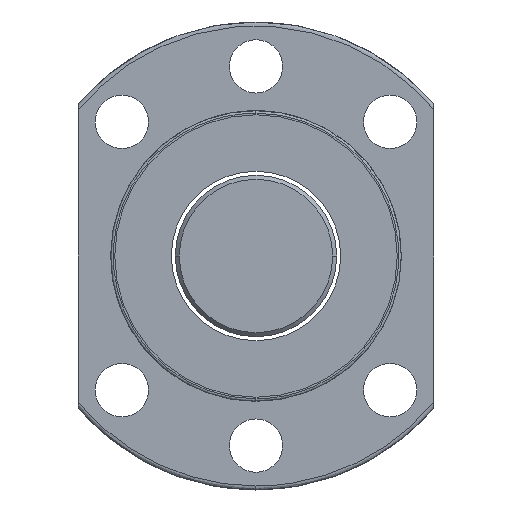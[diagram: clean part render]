
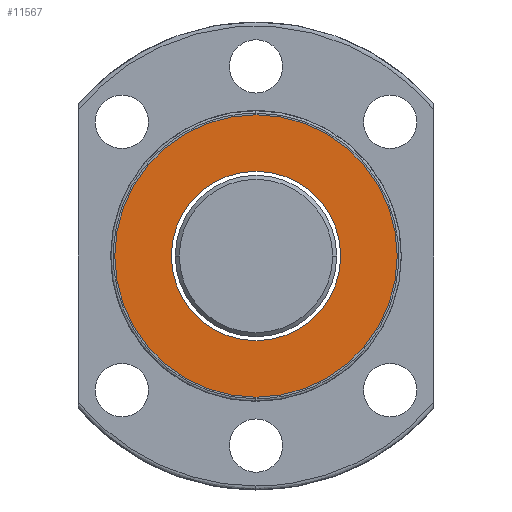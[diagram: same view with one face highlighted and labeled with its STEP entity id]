
A CAD part, left-side view. The second image highlights one B-rep face of the part: STEP entity #11567.
In plain terms, the highlighted planar face has unit normal (-1, 0, 0).
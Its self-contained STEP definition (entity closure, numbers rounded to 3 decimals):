
#802 = AXIS2_PLACEMENT_3D ( 'NONE', #2135, #5918, #20499 ) ;
#1464 = CARTESIAN_POINT ( 'NONE',  ( -74.089, 14., 0. ) ) ;
#1497 = CARTESIAN_POINT ( 'NONE',  ( -74.089, 0., 0. ) ) ;
#1719 = DIRECTION ( 'NONE',  ( -1., 0., 0. ) ) ;
#1942 = FACE_OUTER_BOUND ( 'NONE', #6122, .T. ) ;
#2135 = CARTESIAN_POINT ( 'NONE',  ( -74.089, 0., 0. ) ) ;
#2993 = CIRCLE ( 'NONE', #18694, 10.5 ) ;
#4772 = EDGE_CURVE ( 'NONE', #14246, #15157, #11909, .T. ) ;
#5918 = DIRECTION ( 'NONE',  ( 1., 0., 0. ) ) ;
#5954 = AXIS2_PLACEMENT_3D ( 'NONE', #1464, #1719, #9053 ) ;
#6122 = EDGE_LOOP ( 'NONE', ( #6211, #10351 ) ) ;
#6211 = ORIENTED_EDGE ( 'NONE', *, *, #13920, .F. ) ;
#7235 = CARTESIAN_POINT ( 'NONE',  ( -74.089, 0., 0. ) ) ;
#7266 = DIRECTION ( 'NONE',  ( 1., 0., 0. ) ) ;
#9053 = DIRECTION ( 'NONE',  ( 0., 0., 1. ) ) ;
#9099 = DIRECTION ( 'NONE',  ( 0., 0., -1. ) ) ;
#9551 = CARTESIAN_POINT ( 'NONE',  ( -74.089, 0., -10.5 ) ) ;
#10351 = ORIENTED_EDGE ( 'NONE', *, *, #4772, .F. ) ;
#11142 = CIRCLE ( 'NONE', #802, 10.5 ) ;
#11567 = ADVANCED_FACE ( 'NONE', ( #1942, #21881 ), #24191, .T. ) ;
#11909 = CIRCLE ( 'NONE', #13512, 17.5 ) ;
#12115 = VERTEX_POINT ( 'NONE', #9551 ) ;
#12610 = DIRECTION ( 'NONE',  ( 0., 0., -1. ) ) ;
#13512 = AXIS2_PLACEMENT_3D ( 'NONE', #20174, #7266, #22296 ) ;
#13920 = EDGE_CURVE ( 'NONE', #15157, #14246, #19425, .T. ) ;
#13991 = EDGE_CURVE ( 'NONE', #12115, #21961, #2993, .T. ) ;
#14246 = VERTEX_POINT ( 'NONE', #18859 ) ;
#14679 = DIRECTION ( 'NONE',  ( 1., 0., 0. ) ) ;
#14718 = ORIENTED_EDGE ( 'NONE', *, *, #13991, .T. ) ;
#15157 = VERTEX_POINT ( 'NONE', #23999 ) ;
#16340 = EDGE_CURVE ( 'NONE', #21961, #12115, #11142, .T. ) ;
#17090 = ORIENTED_EDGE ( 'NONE', *, *, #16340, .T. ) ;
#17364 = EDGE_LOOP ( 'NONE', ( #14718, #17090 ) ) ;
#18694 = AXIS2_PLACEMENT_3D ( 'NONE', #1497, #20290, #12610 ) ;
#18859 = CARTESIAN_POINT ( 'NONE',  ( -74.089, 0., 17.5 ) ) ;
#19425 = CIRCLE ( 'NONE', #23529, 17.5 ) ;
#20174 = CARTESIAN_POINT ( 'NONE',  ( -74.089, 0., 0. ) ) ;
#20290 = DIRECTION ( 'NONE',  ( 1., 0., 0. ) ) ;
#20499 = DIRECTION ( 'NONE',  ( 0., 0., -1. ) ) ;
#21881 = FACE_BOUND ( 'NONE', #17364, .T. ) ;
#21961 = VERTEX_POINT ( 'NONE', #23308 ) ;
#22296 = DIRECTION ( 'NONE',  ( 0., 0., -1. ) ) ;
#23308 = CARTESIAN_POINT ( 'NONE',  ( -74.089, 0., 10.5 ) ) ;
#23529 = AXIS2_PLACEMENT_3D ( 'NONE', #7235, #14679, #9099 ) ;
#23999 = CARTESIAN_POINT ( 'NONE',  ( -74.089, 0., -17.5 ) ) ;
#24191 = PLANE ( 'NONE',  #5954 ) ;
